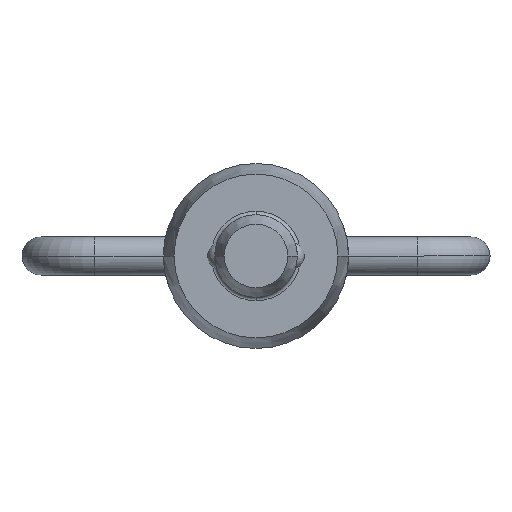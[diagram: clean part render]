
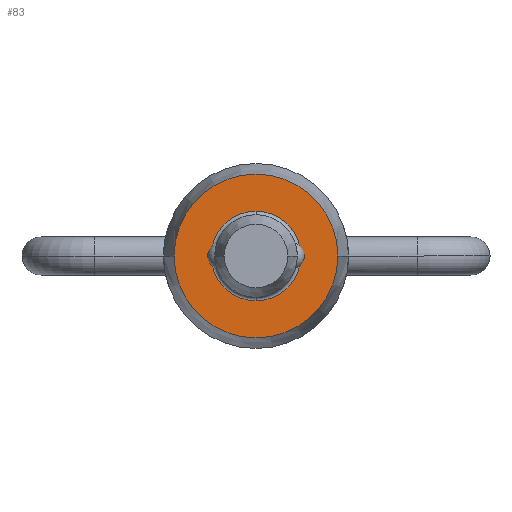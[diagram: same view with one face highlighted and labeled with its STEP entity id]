
A CAD part, front view. The second image highlights one B-rep face of the part: STEP entity #83.
In plain terms, the highlighted planar face has unit normal (0, -1, 0).
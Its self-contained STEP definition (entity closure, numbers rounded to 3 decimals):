
#83=ADVANCED_FACE('',(#191,#192),#193,.T.);
#191=FACE_OUTER_BOUND('',#324,.T.);
#192=FACE_BOUND('',#325,.T.);
#193=PLANE('',#326);
#324=EDGE_LOOP('',(#502,#503));
#325=EDGE_LOOP('',(#504,#505,#506));
#326=AXIS2_PLACEMENT_3D('',#507,#508,#509);
#502=ORIENTED_EDGE('',*,*,#839,.T.);
#503=ORIENTED_EDGE('',*,*,#841,.T.);
#504=ORIENTED_EDGE('',*,*,#796,.T.);
#505=ORIENTED_EDGE('',*,*,#842,.T.);
#506=ORIENTED_EDGE('',*,*,#797,.T.);
#507=CARTESIAN_POINT('',(-3.958,0.0,0.0));
#508=DIRECTION('',(0.,-1.0,0.0));
#509=DIRECTION('',(1.0,0.,0.0));
#796=EDGE_CURVE('',#944,#942,#945,.T.);
#797=EDGE_CURVE('',#946,#944,#947,.T.);
#839=EDGE_CURVE('',#1014,#1019,#1021,.T.);
#841=EDGE_CURVE('',#1019,#1014,#1023,.T.);
#842=EDGE_CURVE('',#942,#946,#1024,.T.);
#942=VERTEX_POINT('',#1149);
#944=VERTEX_POINT('',#1151);
#945=CIRCLE('',#1152,2.581);
#946=VERTEX_POINT('',#1153);
#947=CIRCLE('',#1154,2.581);
#1014=VERTEX_POINT('',#1225);
#1019=VERTEX_POINT('',#1231);
#1021=CIRCLE('',#1234,4.722);
#1023=CIRCLE('',#1236,4.722);
#1024=CIRCLE('',#1237,2.581);
#1149=CARTESIAN_POINT('',(0.,0.,2.581));
#1151=CARTESIAN_POINT('',(-2.581,0.0,0.0));
#1152=AXIS2_PLACEMENT_3D('',#1552,#1553,#1554);
#1153=CARTESIAN_POINT('',(0.,0.,-2.581));
#1154=AXIS2_PLACEMENT_3D('',#1555,#1556,#1557);
#1225=CARTESIAN_POINT('',(-4.722,0.0,0.0));
#1231=CARTESIAN_POINT('',(4.722,0.,0.));
#1234=AXIS2_PLACEMENT_3D('',#1648,#1649,#1650);
#1236=AXIS2_PLACEMENT_3D('',#1651,#1652,#1653);
#1237=AXIS2_PLACEMENT_3D('',#1654,#1655,#1656);
#1552=CARTESIAN_POINT('',(0.,0.0,0.0));
#1553=DIRECTION('',(0.,1.0,0.0));
#1554=DIRECTION('',(-1.0,0.,0.0));
#1555=CARTESIAN_POINT('',(0.,0.0,0.0));
#1556=DIRECTION('',(0.,1.0,0.0));
#1557=DIRECTION('',(-1.0,0.,0.0));
#1648=CARTESIAN_POINT('',(0.,0.0,0.));
#1649=DIRECTION('',(0.,-1.0,0.0));
#1650=DIRECTION('',(-1.0,0.,0.0));
#1651=CARTESIAN_POINT('',(0.,0.0,0.));
#1652=DIRECTION('',(0.,-1.0,0.0));
#1653=DIRECTION('',(-1.0,0.,0.0));
#1654=CARTESIAN_POINT('',(0.,0.0,0.0));
#1655=DIRECTION('',(0.,1.0,0.0));
#1656=DIRECTION('',(-1.0,0.,0.0));
